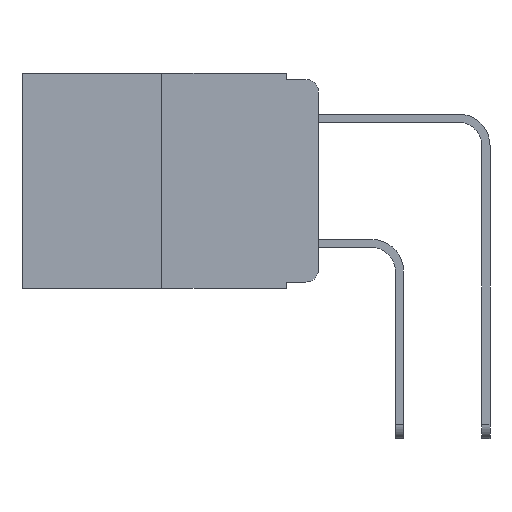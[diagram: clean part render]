
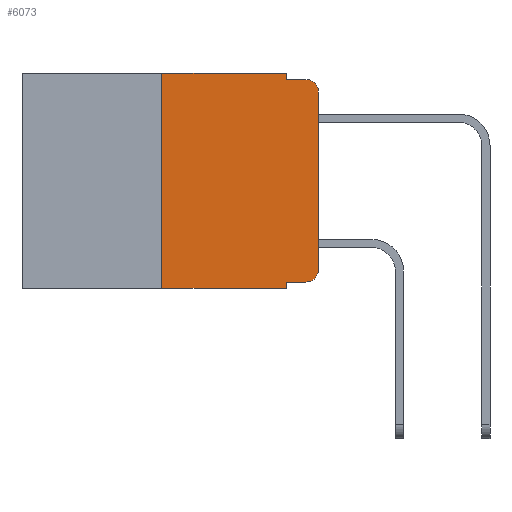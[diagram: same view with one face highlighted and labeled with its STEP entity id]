
A CAD part, left-side view. The second image highlights one B-rep face of the part: STEP entity #6073.
In plain terms, the highlighted planar face has unit normal (-1, 0, 0).
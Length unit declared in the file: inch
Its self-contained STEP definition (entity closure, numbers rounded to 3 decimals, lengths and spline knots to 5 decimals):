
#181 = DIRECTION ( 'NONE',  ( 0., 0., 1. ) ) ;
#314 = DIRECTION ( 'NONE',  ( 0., 0., -1. ) ) ;
#486 = AXIS2_PLACEMENT_3D ( 'NONE', #11876, #5405, #12923 ) ;
#597 = CIRCLE ( 'NONE', #7275, 0.02 ) ;
#681 = CARTESIAN_POINT ( 'NONE',  ( 0., 0.25, 0. ) ) ;
#738 = VECTOR ( 'NONE', #8715, 39.37008 ) ;
#780 = EDGE_CURVE ( 'NONE', #12220, #2071, #1177, .T. ) ;
#1058 = VECTOR ( 'NONE', #3721, 39.37008 ) ;
#1095 = ORIENTED_EDGE ( 'NONE', *, *, #2346, .F. ) ;
#1177 = LINE ( 'NONE', #3944, #6797 ) ;
#1294 = ORIENTED_EDGE ( 'NONE', *, *, #3671, .F. ) ;
#1397 = CARTESIAN_POINT ( 'NONE',  ( 0., 0., 0. ) ) ;
#1920 = CARTESIAN_POINT ( 'NONE',  ( 0., 0., -0.313 ) ) ;
#2034 = DIRECTION ( 'NONE',  ( 0., -1., 0. ) ) ;
#2071 = VERTEX_POINT ( 'NONE', #11362 ) ;
#2138 = CARTESIAN_POINT ( 'NONE',  ( 0., 0.02, -0.03 ) ) ;
#2346 = EDGE_CURVE ( 'NONE', #9873, #8490, #11673, .T. ) ;
#3101 = ORIENTED_EDGE ( 'NONE', *, *, #6086, .F. ) ;
#3127 = EDGE_CURVE ( 'NONE', #12043, #8129, #4903, .T. ) ;
#3295 = DIRECTION ( 'NONE',  ( 0., 0., -1. ) ) ;
#3475 = CARTESIAN_POINT ( 'NONE',  ( 0., 0.02, -0.313 ) ) ;
#3578 = EDGE_LOOP ( 'NONE', ( #12937, #5698, #3101, #1095, #1294, #11184, #7082, #12158, #13971, #12184 ) ) ;
#3671 = EDGE_CURVE ( 'NONE', #8129, #9873, #12476, .T. ) ;
#3721 = DIRECTION ( 'NONE',  ( 0., 0., 1. ) ) ;
#3872 = CARTESIAN_POINT ( 'NONE',  ( 0., 0.051, 0. ) ) ;
#3944 = CARTESIAN_POINT ( 'NONE',  ( 0., 0.051, -0.333 ) ) ;
#4598 = DIRECTION ( 'NONE',  ( 0., 0., -1. ) ) ;
#4628 = EDGE_CURVE ( 'NONE', #12209, #5835, #597, .T. ) ;
#4903 = LINE ( 'NONE', #5902, #10396 ) ;
#5147 = VECTOR ( 'NONE', #314, 39.37008 ) ;
#5261 = CARTESIAN_POINT ( 'NONE',  ( 0., 0.051, -0.343 ) ) ;
#5405 = DIRECTION ( 'NONE',  ( 1., 0., 0. ) ) ;
#5552 = EDGE_CURVE ( 'NONE', #12043, #10084, #8488, .T. ) ;
#5618 = CIRCLE ( 'NONE', #8799, 0.02 ) ;
#5698 = ORIENTED_EDGE ( 'NONE', *, *, #4628, .T. ) ;
#5835 = VERTEX_POINT ( 'NONE', #9350 ) ;
#5902 = CARTESIAN_POINT ( 'NONE',  ( 0., 0.25, 0. ) ) ;
#6073 = ADVANCED_FACE ( 'NONE', ( #12463 ), #8667, .F. ) ;
#6086 = EDGE_CURVE ( 'NONE', #8490, #5835, #7085, .T. ) ;
#6797 = VECTOR ( 'NONE', #2034, 39.37008 ) ;
#7031 = CARTESIAN_POINT ( 'NONE',  ( 0., 0.051, 0. ) ) ;
#7082 = ORIENTED_EDGE ( 'NONE', *, *, #5552, .T. ) ;
#7085 = LINE ( 'NONE', #13990, #738 ) ;
#7275 = AXIS2_PLACEMENT_3D ( 'NONE', #2138, #9922, #3295 ) ;
#8129 = VERTEX_POINT ( 'NONE', #681 ) ;
#8488 = LINE ( 'NONE', #8888, #14132 ) ;
#8490 = VERTEX_POINT ( 'NONE', #9175 ) ;
#8584 = DIRECTION ( 'NONE',  ( 0., 0., -1. ) ) ;
#8667 = PLANE ( 'NONE',  #486 ) ;
#8715 = DIRECTION ( 'NONE',  ( 0., -1., 0. ) ) ;
#8763 = LINE ( 'NONE', #3872, #5147 ) ;
#8799 = AXIS2_PLACEMENT_3D ( 'NONE', #3475, #11148, #4598 ) ;
#8863 = VECTOR ( 'NONE', #8584, 39.37008 ) ;
#8888 = CARTESIAN_POINT ( 'NONE',  ( 0., 0.473, -0.343 ) ) ;
#9041 = CARTESIAN_POINT ( 'NONE',  ( 0., 0.473, 0. ) ) ;
#9066 = EDGE_CURVE ( 'NONE', #9539, #12209, #12738, .T. ) ;
#9175 = CARTESIAN_POINT ( 'NONE',  ( 0., 0.051, -0.01 ) ) ;
#9350 = CARTESIAN_POINT ( 'NONE',  ( 0., 0.02, -0.01 ) ) ;
#9539 = VERTEX_POINT ( 'NONE', #1920 ) ;
#9873 = VERTEX_POINT ( 'NONE', #7031 ) ;
#9922 = DIRECTION ( 'NONE',  ( -1., 0., 0. ) ) ;
#10000 = DIRECTION ( 'NONE',  ( 0., -1., 0. ) ) ;
#10029 = CARTESIAN_POINT ( 'NONE',  ( 0., 0.25, -0.343 ) ) ;
#10084 = VERTEX_POINT ( 'NONE', #5261 ) ;
#10145 = DIRECTION ( 'NONE',  ( 0., -1., 0. ) ) ;
#10396 = VECTOR ( 'NONE', #181, 39.37008 ) ;
#11148 = DIRECTION ( 'NONE',  ( -1., 0., 0. ) ) ;
#11184 = ORIENTED_EDGE ( 'NONE', *, *, #3127, .F. ) ;
#11295 = CARTESIAN_POINT ( 'NONE',  ( 0., 0., -0.03 ) ) ;
#11362 = CARTESIAN_POINT ( 'NONE',  ( 0., 0.02, -0.333 ) ) ;
#11459 = EDGE_CURVE ( 'NONE', #2071, #9539, #5618, .T. ) ;
#11673 = LINE ( 'NONE', #13863, #8863 ) ;
#11819 = VECTOR ( 'NONE', #10145, 39.37008 ) ;
#11876 = CARTESIAN_POINT ( 'NONE',  ( 0., 0.473, 0. ) ) ;
#12043 = VERTEX_POINT ( 'NONE', #10029 ) ;
#12158 = ORIENTED_EDGE ( 'NONE', *, *, #14249, .F. ) ;
#12184 = ORIENTED_EDGE ( 'NONE', *, *, #11459, .T. ) ;
#12209 = VERTEX_POINT ( 'NONE', #11295 ) ;
#12220 = VERTEX_POINT ( 'NONE', #12369 ) ;
#12369 = CARTESIAN_POINT ( 'NONE',  ( 0., 0.051, -0.333 ) ) ;
#12463 = FACE_OUTER_BOUND ( 'NONE', #3578, .T. ) ;
#12476 = LINE ( 'NONE', #9041, #11819 ) ;
#12738 = LINE ( 'NONE', #1397, #1058 ) ;
#12923 = DIRECTION ( 'NONE',  ( 0., 0., -1. ) ) ;
#12937 = ORIENTED_EDGE ( 'NONE', *, *, #9066, .T. ) ;
#13863 = CARTESIAN_POINT ( 'NONE',  ( 0., 0.051, 0. ) ) ;
#13971 = ORIENTED_EDGE ( 'NONE', *, *, #780, .T. ) ;
#13990 = CARTESIAN_POINT ( 'NONE',  ( 0., 0.051, -0.01 ) ) ;
#14132 = VECTOR ( 'NONE', #10000, 39.37008 ) ;
#14249 = EDGE_CURVE ( 'NONE', #12220, #10084, #8763, .T. ) ;
